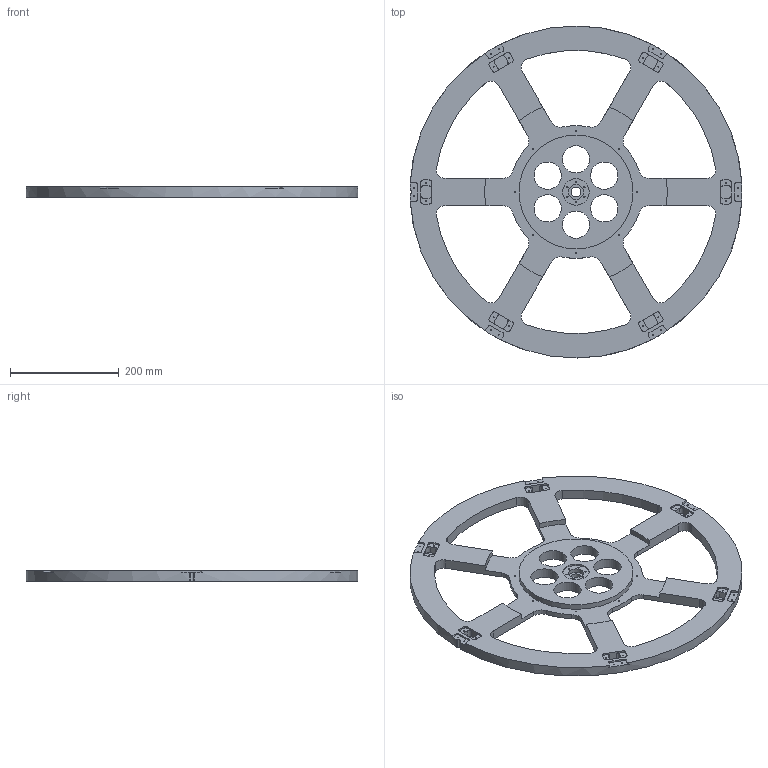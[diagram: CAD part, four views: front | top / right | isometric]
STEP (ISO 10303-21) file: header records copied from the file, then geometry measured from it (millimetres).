
FILE_DESCRIPTION(/* description */ (''),/* implementation_level */ '2;1');
FILE_NAME(/* name */ 'SM_BED_2.step',/* time_stamp */ '2023-08-05T00:45:52-05:00',/* author */ (''),/* organization */ (''),/* preprocessor_version */ 'ST-DEVELOPER v20',/* originating_system */ 'Autodesk Translation Framework v12.9.0.99',/* authorisation */ '');
FILE_SCHEMA (('AUTOMOTIVE_DESIGN { 1 0 10303 214 3 1 1 }'));
Length unit declared in the file: millimetre
Products named in the file (1): String Art Machine Milling
Bounding box: 609.56 x 609.6 x 19.05 mm (x, y, z)
Volume: 2662363.7 mm3; surface area: 443290 mm2
Topology: 1 solids, 1 shells, 300 faces, 768 edges, 512 vertices
Faces by surface type: cylinder 166, plane 134
Full cylindrical faces by diameter (mm): 2 x38, 18 x1, 27.5 x1, 48.5 x1, 50 x6, 209.25 x1
Entity records: 9328 total; most frequent: DIRECTION 1714, CARTESIAN_POINT 1581, ORIENTED_EDGE 1536, EDGE_CURVE 768, AXIS2_PLACEMENT_3D 645, VERTEX_POINT 512, LINE 424, VECTOR 424
